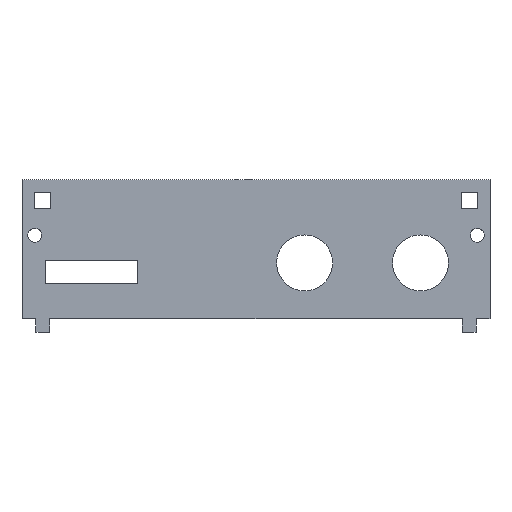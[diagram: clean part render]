
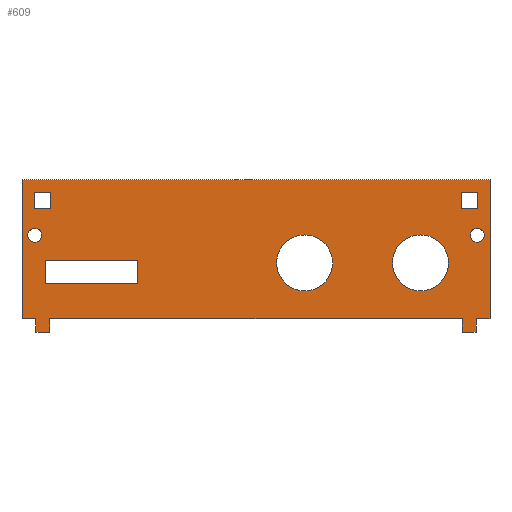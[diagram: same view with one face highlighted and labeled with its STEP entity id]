
A CAD part, top view. The second image highlights one B-rep face of the part: STEP entity #609.
In plain terms, the highlighted planar face has unit normal (0, 0, 1).
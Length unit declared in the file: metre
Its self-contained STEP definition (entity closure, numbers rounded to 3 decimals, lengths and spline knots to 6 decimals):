
#13=CIRCLE('',#645,0.00605);
#15=CIRCLE('',#648,0.00605);
#17=CIRCLE('',#651,0.0015);
#19=CIRCLE('',#654,0.0015);
#132=ORIENTED_EDGE('',*,*,#222,.F.);
#133=ORIENTED_EDGE('',*,*,#244,.F.);
#134=ORIENTED_EDGE('',*,*,#229,.T.);
#135=ORIENTED_EDGE('',*,*,#226,.T.);
#136=ORIENTED_EDGE('',*,*,#212,.F.);
#137=ORIENTED_EDGE('',*,*,#242,.F.);
#138=ORIENTED_EDGE('',*,*,#219,.T.);
#139=ORIENTED_EDGE('',*,*,#216,.T.);
#140=ORIENTED_EDGE('',*,*,#202,.F.);
#141=ORIENTED_EDGE('',*,*,#240,.F.);
#142=ORIENTED_EDGE('',*,*,#209,.F.);
#143=ORIENTED_EDGE('',*,*,#206,.T.);
#144=ORIENTED_EDGE('',*,*,#185,.F.);
#145=ORIENTED_EDGE('',*,*,#254,.F.);
#146=ORIENTED_EDGE('',*,*,#255,.T.);
#147=ORIENTED_EDGE('',*,*,#256,.T.);
#148=ORIENTED_EDGE('',*,*,#188,.F.);
#149=ORIENTED_EDGE('',*,*,#257,.F.);
#150=ORIENTED_EDGE('',*,*,#258,.F.);
#151=ORIENTED_EDGE('',*,*,#259,.T.);
#152=ORIENTED_EDGE('',*,*,#239,.T.);
#153=ORIENTED_EDGE('',*,*,#237,.T.);
#154=ORIENTED_EDGE('',*,*,#235,.T.);
#155=ORIENTED_EDGE('',*,*,#233,.T.);
#156=ORIENTED_EDGE('',*,*,#192,.T.);
#157=ORIENTED_EDGE('',*,*,#246,.T.);
#158=ORIENTED_EDGE('',*,*,#199,.F.);
#159=ORIENTED_EDGE('',*,*,#196,.F.);
#185=EDGE_CURVE('',#264,#266,#321,.T.);
#188=EDGE_CURVE('',#268,#269,#324,.T.);
#192=EDGE_CURVE('',#272,#273,#328,.T.);
#196=EDGE_CURVE('',#272,#276,#332,.T.);
#199=EDGE_CURVE('',#276,#278,#335,.T.);
#202=EDGE_CURVE('',#280,#281,#338,.T.);
#206=EDGE_CURVE('',#284,#266,#342,.T.);
#209=EDGE_CURVE('',#284,#286,#345,.T.);
#212=EDGE_CURVE('',#288,#289,#348,.T.);
#216=EDGE_CURVE('',#292,#289,#352,.T.);
#219=EDGE_CURVE('',#294,#292,#355,.T.);
#222=EDGE_CURVE('',#296,#297,#358,.T.);
#226=EDGE_CURVE('',#300,#297,#362,.T.);
#229=EDGE_CURVE('',#302,#300,#365,.T.);
#233=EDGE_CURVE('',#305,#305,#13,.T.);
#235=EDGE_CURVE('',#307,#307,#15,.T.);
#237=EDGE_CURVE('',#309,#309,#17,.T.);
#239=EDGE_CURVE('',#311,#311,#19,.T.);
#240=EDGE_CURVE('',#286,#280,#368,.T.);
#242=EDGE_CURVE('',#294,#288,#370,.T.);
#244=EDGE_CURVE('',#302,#296,#372,.T.);
#246=EDGE_CURVE('',#273,#278,#374,.T.);
#254=EDGE_CURVE('',#316,#264,#382,.T.);
#255=EDGE_CURVE('',#316,#317,#383,.T.);
#256=EDGE_CURVE('',#317,#269,#384,.T.);
#257=EDGE_CURVE('',#318,#268,#385,.T.);
#258=EDGE_CURVE('',#319,#318,#386,.T.);
#259=EDGE_CURVE('',#319,#281,#387,.T.);
#264=VERTEX_POINT('',#820);
#266=VERTEX_POINT('',#823);
#268=VERTEX_POINT('',#829);
#269=VERTEX_POINT('',#830);
#272=VERTEX_POINT('',#838);
#273=VERTEX_POINT('',#839);
#276=VERTEX_POINT('',#847);
#278=VERTEX_POINT('',#853);
#280=VERTEX_POINT('',#859);
#281=VERTEX_POINT('',#860);
#284=VERTEX_POINT('',#868);
#286=VERTEX_POINT('',#874);
#288=VERTEX_POINT('',#880);
#289=VERTEX_POINT('',#881);
#292=VERTEX_POINT('',#889);
#294=VERTEX_POINT('',#895);
#296=VERTEX_POINT('',#901);
#297=VERTEX_POINT('',#902);
#300=VERTEX_POINT('',#910);
#302=VERTEX_POINT('',#916);
#305=VERTEX_POINT('',#924);
#307=VERTEX_POINT('',#929);
#309=VERTEX_POINT('',#934);
#311=VERTEX_POINT('',#939);
#316=VERTEX_POINT('',#965);
#317=VERTEX_POINT('',#967);
#318=VERTEX_POINT('',#970);
#319=VERTEX_POINT('',#972);
#321=LINE('',#822,#393);
#324=LINE('',#828,#396);
#328=LINE('',#837,#400);
#332=LINE('',#846,#404);
#335=LINE('',#852,#407);
#338=LINE('',#858,#410);
#342=LINE('',#867,#414);
#345=LINE('',#873,#417);
#348=LINE('',#879,#420);
#352=LINE('',#888,#424);
#355=LINE('',#894,#427);
#358=LINE('',#900,#430);
#362=LINE('',#909,#434);
#365=LINE('',#915,#437);
#368=LINE('',#941,#440);
#370=LINE('',#944,#442);
#372=LINE('',#947,#444);
#374=LINE('',#950,#446);
#382=LINE('',#964,#454);
#383=LINE('',#966,#455);
#384=LINE('',#968,#456);
#385=LINE('',#969,#457);
#386=LINE('',#971,#458);
#387=LINE('',#973,#459);
#393=VECTOR('',#672,1.);
#396=VECTOR('',#677,1.);
#400=VECTOR('',#683,1.);
#404=VECTOR('',#689,1.);
#407=VECTOR('',#694,1.);
#410=VECTOR('',#699,1.);
#414=VECTOR('',#705,1.);
#417=VECTOR('',#710,1.);
#420=VECTOR('',#715,1.);
#424=VECTOR('',#721,1.);
#427=VECTOR('',#726,1.);
#430=VECTOR('',#731,1.);
#434=VECTOR('',#737,1.);
#437=VECTOR('',#742,1.);
#440=VECTOR('',#771,1.);
#442=VECTOR('',#775,1.);
#444=VECTOR('',#779,1.);
#446=VECTOR('',#783,1.);
#454=VECTOR('',#795,1.);
#455=VECTOR('',#796,1.);
#456=VECTOR('',#797,1.);
#457=VECTOR('',#798,1.);
#458=VECTOR('',#799,1.);
#459=VECTOR('',#800,1.);
#498=EDGE_LOOP('',(#132,#133,#134,#135));
#499=EDGE_LOOP('',(#136,#137,#138,#139));
#500=EDGE_LOOP('',(#140,#141,#142,#143,#144,#145,#146,#147,#148,#149,#150,
#151));
#501=EDGE_LOOP('',(#152));
#502=EDGE_LOOP('',(#153));
#503=EDGE_LOOP('',(#154));
#504=EDGE_LOOP('',(#155));
#505=EDGE_LOOP('',(#156,#157,#158,#159));
#546=FACE_BOUND('',#498,.T.);
#547=FACE_BOUND('',#499,.T.);
#548=FACE_BOUND('',#500,.T.);
#549=FACE_BOUND('',#501,.T.);
#550=FACE_BOUND('',#502,.T.);
#551=FACE_BOUND('',#503,.T.);
#552=FACE_BOUND('',#504,.T.);
#553=FACE_BOUND('',#505,.T.);
#579=PLANE('',#660);
#609=ADVANCED_FACE('',(#546,#547,#548,#549,#550,#551,#552,#553),#579,.F.);
#645=AXIS2_PLACEMENT_3D('',#923,#749,#750);
#648=AXIS2_PLACEMENT_3D('',#928,#755,#756);
#651=AXIS2_PLACEMENT_3D('',#933,#761,#762);
#654=AXIS2_PLACEMENT_3D('',#938,#767,#768);
#660=AXIS2_PLACEMENT_3D('',#963,#793,#794);
#672=DIRECTION('',(-1.,0.,0.));
#677=DIRECTION('',(-1.,0.,0.));
#683=DIRECTION('',(0.,-1.,0.));
#689=DIRECTION('',(-1.,0.,0.));
#694=DIRECTION('',(0.,-1.,0.));
#699=DIRECTION('',(-1.,0.,0.));
#705=DIRECTION('',(0.,-1.,0.));
#710=DIRECTION('',(1.,0.,0.));
#715=DIRECTION('',(0.,-1.,0.));
#721=DIRECTION('',(-1.,0.,0.));
#726=DIRECTION('',(0.,-1.,0.));
#731=DIRECTION('',(0.,-1.,0.));
#737=DIRECTION('',(-1.,0.,0.));
#742=DIRECTION('',(0.,-1.,0.));
#749=DIRECTION('',(0.,0.,-1.));
#750=DIRECTION('',(0.,1.,0.));
#755=DIRECTION('',(0.,0.,-1.));
#756=DIRECTION('',(0.,1.,0.));
#761=DIRECTION('',(0.,0.,-1.));
#762=DIRECTION('',(0.,1.,0.));
#767=DIRECTION('',(0.,0.,-1.));
#768=DIRECTION('',(0.,1.,0.));
#771=DIRECTION('',(0.,-1.,0.));
#775=DIRECTION('',(-1.,0.,0.));
#779=DIRECTION('',(-1.,0.,0.));
#783=DIRECTION('',(-1.,0.,0.));
#793=DIRECTION('',(0.,0.,-1.));
#794=DIRECTION('',(-1.,0.,0.));
#795=DIRECTION('',(0.,1.,0.));
#796=DIRECTION('',(1.,0.,0.));
#797=DIRECTION('',(0.,1.,0.));
#798=DIRECTION('',(0.,1.,0.));
#799=DIRECTION('',(-1.,0.,0.));
#800=DIRECTION('',(0.,1.,0.));
#820=CARTESIAN_POINT('',(-0.0475,-0.027,-0.0435));
#822=CARTESIAN_POINT('',(0.,-0.027,-0.0435));
#823=CARTESIAN_POINT('',(-0.0505,-0.027,-0.0435));
#828=CARTESIAN_POINT('',(0.,-0.027,-0.0435));
#829=CARTESIAN_POINT('',(0.0445,-0.027,-0.0435));
#830=CARTESIAN_POINT('',(-0.0445,-0.027,-0.0435));
#837=CARTESIAN_POINT('',(-0.0255,-0.017,-0.0435));
#838=CARTESIAN_POINT('',(-0.0255,-0.0145,-0.0435));
#839=CARTESIAN_POINT('',(-0.0255,-0.0195,-0.0435));
#846=CARTESIAN_POINT('',(-0.0355,-0.0145,-0.0435));
#847=CARTESIAN_POINT('',(-0.0455,-0.0145,-0.0435));
#852=CARTESIAN_POINT('',(-0.0455,-0.017,-0.0435));
#853=CARTESIAN_POINT('',(-0.0455,-0.0195,-0.0435));
#858=CARTESIAN_POINT('',(0.,-0.027,-0.0435));
#859=CARTESIAN_POINT('',(0.0505,-0.027,-0.0435));
#860=CARTESIAN_POINT('',(0.0475,-0.027,-0.0435));
#867=CARTESIAN_POINT('',(-0.0505,0.003,-0.0435));
#868=CARTESIAN_POINT('',(-0.0505,0.003,-0.0435));
#873=CARTESIAN_POINT('',(0.,0.003,-0.0435));
#874=CARTESIAN_POINT('',(0.0505,0.003,-0.0435));
#879=CARTESIAN_POINT('',(-0.04775,-0.0015,-0.0435));
#880=CARTESIAN_POINT('',(-0.04775,0.00025,-0.0435));
#881=CARTESIAN_POINT('',(-0.04775,-0.00325,-0.0435));
#888=CARTESIAN_POINT('',(-0.046,-0.00325,-0.0435));
#889=CARTESIAN_POINT('',(-0.04425,-0.00325,-0.0435));
#894=CARTESIAN_POINT('',(-0.04425,-0.0015,-0.0435));
#895=CARTESIAN_POINT('',(-0.04425,0.00025,-0.0435));
#900=CARTESIAN_POINT('',(0.04425,-0.0015,-0.0435));
#901=CARTESIAN_POINT('',(0.04425,0.00025,-0.0435));
#902=CARTESIAN_POINT('',(0.04425,-0.00325,-0.0435));
#909=CARTESIAN_POINT('',(0.046,-0.00325,-0.0435));
#910=CARTESIAN_POINT('',(0.04775,-0.00325,-0.0435));
#915=CARTESIAN_POINT('',(0.04775,-0.0015,-0.0435));
#916=CARTESIAN_POINT('',(0.04775,0.00025,-0.0435));
#923=CARTESIAN_POINT('',(0.0355,-0.015,-0.0435));
#924=CARTESIAN_POINT('',(0.0355,-0.00895,-0.0435));
#928=CARTESIAN_POINT('',(0.0105,-0.015,-0.0435));
#929=CARTESIAN_POINT('',(0.0105,-0.00895,-0.0435));
#933=CARTESIAN_POINT('',(0.04775,-0.009037,-0.0435));
#934=CARTESIAN_POINT('',(0.04775,-0.007537,-0.0435));
#938=CARTESIAN_POINT('',(-0.04775,-0.009037,-0.0435));
#939=CARTESIAN_POINT('',(-0.04775,-0.007537,-0.0435));
#941=CARTESIAN_POINT('',(0.0505,0.003,-0.0435));
#944=CARTESIAN_POINT('',(-0.046,0.00025,-0.0435));
#947=CARTESIAN_POINT('',(0.046,0.00025,-0.0435));
#950=CARTESIAN_POINT('',(-0.0355,-0.0195,-0.0435));
#963=CARTESIAN_POINT('',(0.,-0.012,-0.0435));
#964=CARTESIAN_POINT('',(-0.0475,-0.03,-0.0435));
#965=CARTESIAN_POINT('',(-0.0475,-0.03,-0.0435));
#966=CARTESIAN_POINT('',(-0.046,-0.03,-0.0435));
#967=CARTESIAN_POINT('',(-0.0445,-0.03,-0.0435));
#968=CARTESIAN_POINT('',(-0.0445,-0.03,-0.0435));
#969=CARTESIAN_POINT('',(0.0445,-0.03,-0.0435));
#970=CARTESIAN_POINT('',(0.0445,-0.03,-0.0435));
#971=CARTESIAN_POINT('',(0.046,-0.03,-0.0435));
#972=CARTESIAN_POINT('',(0.0475,-0.03,-0.0435));
#973=CARTESIAN_POINT('',(0.0475,-0.03,-0.0435));
